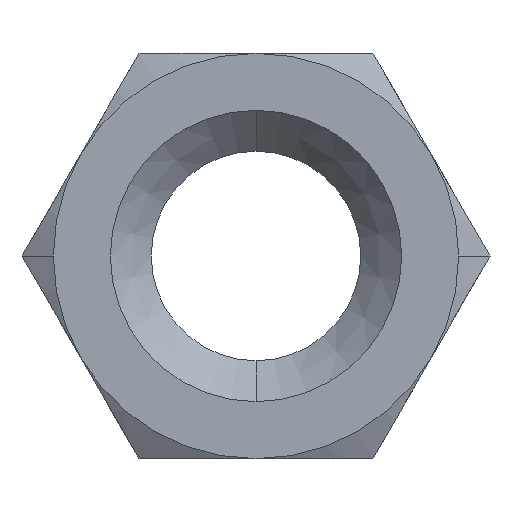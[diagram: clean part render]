
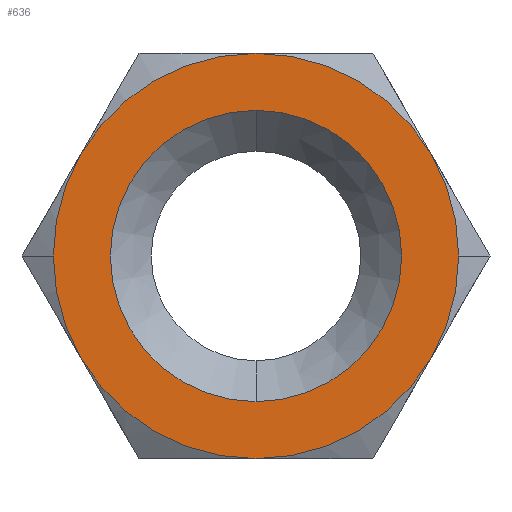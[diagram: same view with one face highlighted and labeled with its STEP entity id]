
A CAD part, left-side view. The second image highlights one B-rep face of the part: STEP entity #636.
In plain terms, the highlighted planar face has unit normal (-1, 0, 0).
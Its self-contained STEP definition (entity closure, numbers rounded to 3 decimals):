
#75=CARTESIAN_POINT('',(-0.,-3.464,-2.));
#76=VERTEX_POINT('',#75);
#232=CARTESIAN_POINT('',(0.,0.,4.));
#233=VERTEX_POINT('',#232);
#242=CARTESIAN_POINT('',(-0.,-3.464,2.));
#243=VERTEX_POINT('',#242);
#244=CARTESIAN_POINT('',(-0.,0.,0.));
#245=DIRECTION('',(1.,-0.,-0.));
#246=DIRECTION('',(0.,1.,0.));
#247=AXIS2_PLACEMENT_3D('',#244,#245,#246);
#248=CIRCLE('',#247,4.);
#249=EDGE_CURVE('',#233,#243,#248,.T.);
#313=CARTESIAN_POINT('',(0.,4.,-0.));
#314=VERTEX_POINT('',#313);
#321=CARTESIAN_POINT('',(0.,3.464,2.));
#322=VERTEX_POINT('',#321);
#323=CARTESIAN_POINT('',(-0.,0.,0.));
#324=DIRECTION('',(1.,-0.,-0.));
#325=DIRECTION('',(0.,1.,0.));
#326=AXIS2_PLACEMENT_3D('',#323,#324,#325);
#327=CIRCLE('',#326,4.);
#328=EDGE_CURVE('',#314,#322,#327,.T.);
#344=CARTESIAN_POINT('',(-0.,0.,0.));
#345=DIRECTION('',(1.,-0.,-0.));
#346=DIRECTION('',(0.,1.,0.));
#347=AXIS2_PLACEMENT_3D('',#344,#345,#346);
#348=CIRCLE('',#347,4.);
#349=EDGE_CURVE('',#322,#233,#348,.T.);
#394=CARTESIAN_POINT('',(-0.,-4.,0.));
#395=VERTEX_POINT('',#394);
#402=CARTESIAN_POINT('',(-0.,0.,0.));
#403=DIRECTION('',(1.,-0.,-0.));
#404=DIRECTION('',(0.,1.,0.));
#405=AXIS2_PLACEMENT_3D('',#402,#403,#404);
#406=CIRCLE('',#405,4.);
#407=EDGE_CURVE('',#395,#76,#406,.T.);
#418=CARTESIAN_POINT('',(-0.,0.,-4.));
#419=VERTEX_POINT('',#418);
#420=CARTESIAN_POINT('',(-0.,0.,0.));
#421=DIRECTION('',(1.,-0.,-0.));
#422=DIRECTION('',(0.,1.,0.));
#423=AXIS2_PLACEMENT_3D('',#420,#421,#422);
#424=CIRCLE('',#423,4.);
#425=EDGE_CURVE('',#76,#419,#424,.T.);
#458=CARTESIAN_POINT('',(0.,3.464,-2.));
#459=VERTEX_POINT('',#458);
#460=CARTESIAN_POINT('',(-0.,0.,0.));
#461=DIRECTION('',(1.,-0.,-0.));
#462=DIRECTION('',(0.,1.,0.));
#463=AXIS2_PLACEMENT_3D('',#460,#461,#462);
#464=CIRCLE('',#463,4.);
#465=EDGE_CURVE('',#419,#459,#464,.T.);
#589=CARTESIAN_POINT('',(-0.,0.,0.));
#590=DIRECTION('',(1.,-0.,0.));
#591=DIRECTION('',(0.,1.,0.));
#592=AXIS2_PLACEMENT_3D('',#589,#590,#591);
#593=PLANE('',#592);
#594=ORIENTED_EDGE('',*,*,#328,.F.);
#595=CARTESIAN_POINT('',(-0.,0.,0.));
#596=DIRECTION('',(1.,-0.,-0.));
#597=DIRECTION('',(0.,1.,0.));
#598=AXIS2_PLACEMENT_3D('',#595,#596,#597);
#599=CIRCLE('',#598,4.);
#600=EDGE_CURVE('',#459,#314,#599,.T.);
#601=ORIENTED_EDGE('',*,*,#600,.F.);
#602=ORIENTED_EDGE('',*,*,#465,.F.);
#603=ORIENTED_EDGE('',*,*,#425,.F.);
#604=ORIENTED_EDGE('',*,*,#407,.F.);
#605=CARTESIAN_POINT('',(-0.,0.,0.));
#606=DIRECTION('',(1.,-0.,-0.));
#607=DIRECTION('',(0.,1.,0.));
#608=AXIS2_PLACEMENT_3D('',#605,#606,#607);
#609=CIRCLE('',#608,4.);
#610=EDGE_CURVE('',#243,#395,#609,.T.);
#611=ORIENTED_EDGE('',*,*,#610,.F.);
#612=ORIENTED_EDGE('',*,*,#249,.F.);
#613=ORIENTED_EDGE('',*,*,#349,.F.);
#614=EDGE_LOOP('',(#594,#601,#602,#603,#604,#611,#612,#613));
#615=FACE_BOUND('',#614,.T.);
#616=CARTESIAN_POINT('',(-0.,-0.,-2.875));
#617=VERTEX_POINT('',#616);
#618=CARTESIAN_POINT('',(-0.,0.,2.875));
#619=VERTEX_POINT('',#618);
#620=CARTESIAN_POINT('',(-0.,0.,0.));
#621=DIRECTION('',(1.,-0.,-0.));
#622=DIRECTION('',(0.,0.,1.));
#623=AXIS2_PLACEMENT_3D('',#620,#621,#622);
#624=CIRCLE('',#623,2.875);
#625=EDGE_CURVE('',#617,#619,#624,.T.);
#626=ORIENTED_EDGE('',*,*,#625,.T.);
#627=CARTESIAN_POINT('',(-0.,0.,0.));
#628=DIRECTION('',(1.,-0.,-0.));
#629=DIRECTION('',(0.,0.,1.));
#630=AXIS2_PLACEMENT_3D('',#627,#628,#629);
#631=CIRCLE('',#630,2.875);
#632=EDGE_CURVE('',#619,#617,#631,.T.);
#633=ORIENTED_EDGE('',*,*,#632,.T.);
#634=EDGE_LOOP('',(#626,#633));
#635=FACE_BOUND('',#634,.T.);
#636=ADVANCED_FACE('',(#615,#635),#593,.F.);
